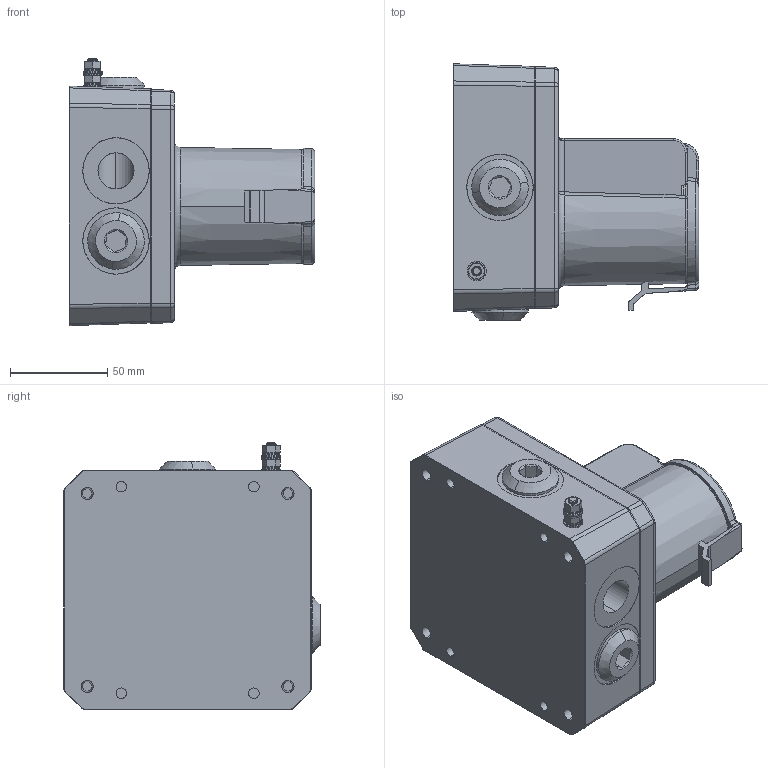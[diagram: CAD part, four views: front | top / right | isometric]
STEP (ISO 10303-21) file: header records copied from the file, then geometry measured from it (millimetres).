
FILE_DESCRIPTION (( 'STEP AP203' ), '1' );
FILE_NAME ('D204-05-211-3D_Issue_B.STEP', '2025-02-14T15:49:41', ( '' ), ( '' ), 'SwSTEP 2.0', 'SolidWorks 2024', '' );
FILE_SCHEMA (( 'CONFIG_CONTROL_DESIGN' ));
Length unit declared in the file: millimetre
Products named in the file (1): D204-05-211-3D_Issue_B
Bounding box: 126 x 131.46 x 137.21 mm (x, y, z)
Volume: 937520.1 mm3; surface area: 156417.9 mm2
Topology: 19 solids, 19 shells, 1087 faces, 2590 edges, 1511 vertices
Faces by surface type: cylinder 373, plane 278, bspline 157, cone 135, torus 86, sphere 58
Entity records: 42680 total; most frequent: CARTESIAN_POINT 19642, ORIENTED_EDGE 5016, DIRECTION 4589, EDGE_CURVE 2508, AXIS2_PLACEMENT_3D 1868, VERTEX_POINT 1511, EDGE_LOOP 1185, ADVANCED_FACE 1087
